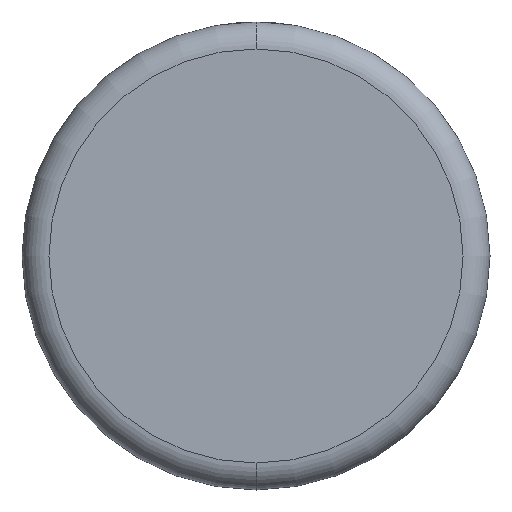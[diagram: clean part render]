
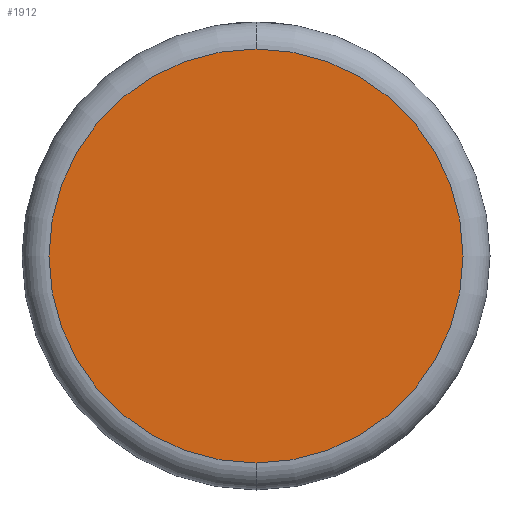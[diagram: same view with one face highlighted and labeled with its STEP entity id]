
A CAD part, front view. The second image highlights one B-rep face of the part: STEP entity #1912.
In plain terms, the highlighted planar face has unit normal (0, -1, 0).
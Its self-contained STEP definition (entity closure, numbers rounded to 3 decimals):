
#888 = DIRECTION ( 'NONE',  ( 0., 0., 1. ) ) ;
#924 = EDGE_LOOP ( 'NONE', ( #1494, #2139 ) ) ;
#1187 = CIRCLE ( 'NONE', #2530, 18.138 ) ;
#1237 = CARTESIAN_POINT ( 'NONE',  ( 0., 0., 0. ) ) ;
#1475 = DIRECTION ( 'NONE',  ( 0., -1., 0. ) ) ;
#1494 = ORIENTED_EDGE ( 'NONE', *, *, #3279, .T. ) ;
#1569 = EDGE_CURVE ( 'NONE', #4243, #4551, #1187, .T. ) ;
#1627 = CARTESIAN_POINT ( 'NONE',  ( 0., 0., -18.138 ) ) ;
#1823 = AXIS2_PLACEMENT_3D ( 'NONE', #1237, #3781, #888 ) ;
#1912 = ADVANCED_FACE ( 'NONE', ( #4390 ), #2747, .F. ) ;
#2139 = ORIENTED_EDGE ( 'NONE', *, *, #1569, .T. ) ;
#2530 = AXIS2_PLACEMENT_3D ( 'NONE', #3289, #1475, #2560 ) ;
#2560 = DIRECTION ( 'NONE',  ( 0., 0., 1. ) ) ;
#2732 = CARTESIAN_POINT ( 'NONE',  ( 0., 0., 0. ) ) ;
#2747 = PLANE ( 'NONE',  #3869 ) ;
#2870 = CIRCLE ( 'NONE', #1823, 18.138 ) ;
#3279 = EDGE_CURVE ( 'NONE', #4551, #4243, #2870, .T. ) ;
#3289 = CARTESIAN_POINT ( 'NONE',  ( 0., 0., 0. ) ) ;
#3328 = CARTESIAN_POINT ( 'NONE',  ( 0., 0., 18.138 ) ) ;
#3781 = DIRECTION ( 'NONE',  ( 0., -1., 0. ) ) ;
#3869 = AXIS2_PLACEMENT_3D ( 'NONE', #2732, #4560, #4600 ) ;
#4243 = VERTEX_POINT ( 'NONE', #1627 ) ;
#4390 = FACE_OUTER_BOUND ( 'NONE', #924, .T. ) ;
#4551 = VERTEX_POINT ( 'NONE', #3328 ) ;
#4560 = DIRECTION ( 'NONE',  ( 0., 1., 0. ) ) ;
#4600 = DIRECTION ( 'NONE',  ( 0., 0., 1. ) ) ;
